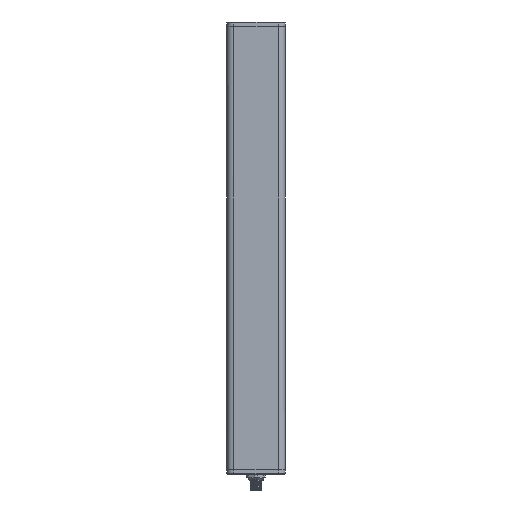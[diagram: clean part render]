
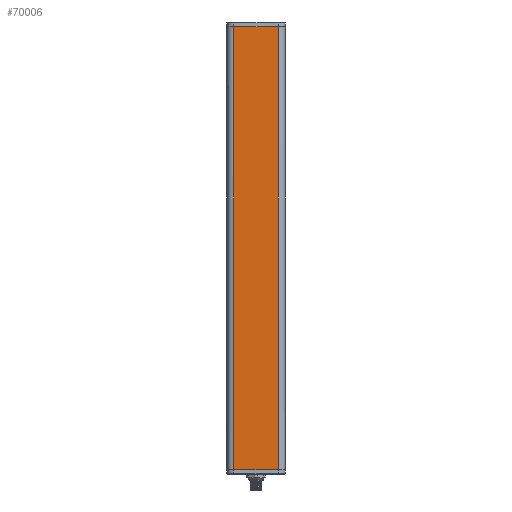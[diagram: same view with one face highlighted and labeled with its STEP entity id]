
A CAD part, front view. The second image highlights one B-rep face of the part: STEP entity #70006.
In plain terms, the highlighted planar face has unit normal (0, -1, 0).
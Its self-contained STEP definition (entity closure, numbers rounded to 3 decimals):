
#30249=DIRECTION('',(1.,0.,0.));
#30250=VECTOR('',#30249,45.4);
#30251=CARTESIAN_POINT('',(-22.7,-16.3,
0.));
#30252=LINE('',#30251,#30250);
#30253=DIRECTION('',(0.,0.,-1.));
#30254=VECTOR('',#30253,452.5);
#30255=CARTESIAN_POINT('',(-22.7,-16.3,452.5));
#30256=LINE('',#30255,#30254);
#30257=DIRECTION('',(-1.,0.,0.));
#30258=VECTOR('',#30257,45.4);
#30259=CARTESIAN_POINT('',(22.7,-16.3,
452.5));
#30260=LINE('',#30259,#30258);
#30261=DIRECTION('',(0.,0.,-1.));
#30262=VECTOR('',#30261,452.5);
#30263=CARTESIAN_POINT('',(22.7,-16.3,
452.5));
#30264=LINE('',#30263,#30262);
#44896=CARTESIAN_POINT('',(22.7,-16.3,
452.5));
#44897=CARTESIAN_POINT('',(-22.7,-16.3,452.5));
#44898=VERTEX_POINT('',#44896);
#44899=VERTEX_POINT('',#44897);
#45183=CARTESIAN_POINT('',(-22.7,-16.3,
0.));
#45184=CARTESIAN_POINT('',(22.7,-16.3,0.));
#45185=VERTEX_POINT('',#45183);
#45186=VERTEX_POINT('',#45184);
#69994=CARTESIAN_POINT('',(-29.7,-16.3,0.));
#69995=DIRECTION('',(0.,-1.,0.));
#69996=DIRECTION('',(1.,0.,0.));
#69997=AXIS2_PLACEMENT_3D('',#69994,#69995,#69996);
#69998=PLANE('',#69997);
#69999=ORIENTED_EDGE('',*,*,#69986,.F.);
#70000=ORIENTED_EDGE('',*,*,#69573,.F.);
#70002=ORIENTED_EDGE('',*,*,#70001,.F.);
#70003=ORIENTED_EDGE('',*,*,#69823,.T.);
#70004=EDGE_LOOP('',(#69999,#70000,#70002,#70003));
#70005=FACE_OUTER_BOUND('',#70004,.F.);
#70006=ADVANCED_FACE('',(#70005),#69998,.T.);
#69573=EDGE_CURVE('',#44899,#45185,#30256,.T.);
#69823=EDGE_CURVE('',#44898,#45186,#30264,.T.);
#69986=EDGE_CURVE('',#45185,#45186,#30252,.T.);
#70001=EDGE_CURVE('',#44898,#44899,#30260,.T.);
